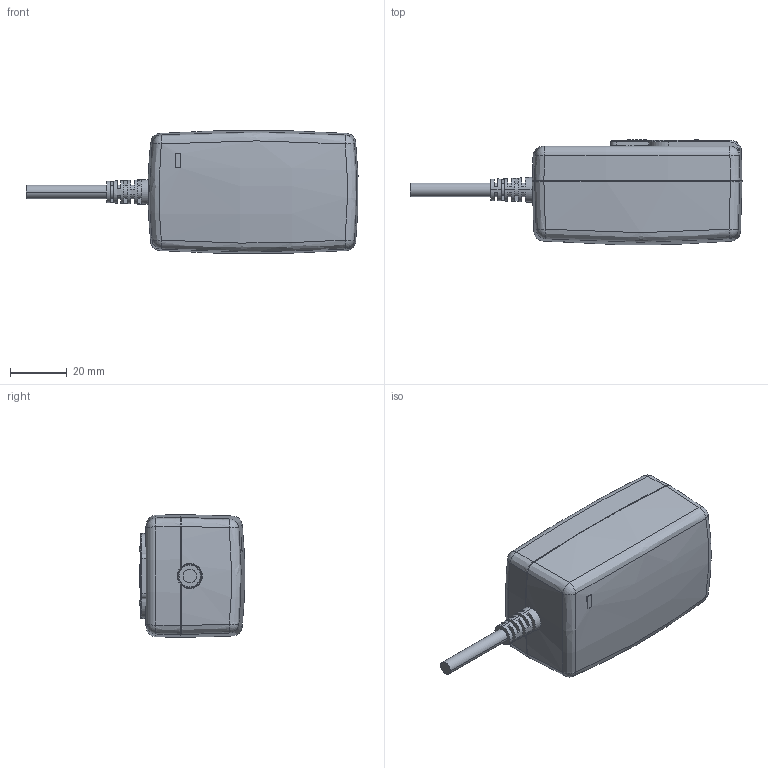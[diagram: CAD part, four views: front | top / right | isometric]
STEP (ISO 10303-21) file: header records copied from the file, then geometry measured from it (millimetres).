
FILE_DESCRIPTION((''),'2;1');
FILE_NAME('GTM96180-WALL-PLUG_ASM','2022-08-15T16:56:20',('jirenqiang'),(''),'CREO PARAMETRIC BY PTC INC, 2018050','CREO PARAMETRIC BY PTC INC, 2018050','');
FILE_SCHEMA(('CONFIG_CONTROL_DESIGN'));
Length unit declared in the file: millimetre
Products named in the file (10): BTM-CASE; 41052-PCB; TOP-CASE; NEW-PIN-RIGHT; NEW-PIN-LEFT; COVER; MANIFOLD_SOLID_BREP_3919; LENS-STANDARD; SR00002; GTM96180-WALL-PLUG_ASM
Assembly tree (9 placements, depth 2):
  GTM96180-WALL-PLUG_ASM
    BTM-CASE
    41052-PCB
    TOP-CASE
    NEW-PIN-RIGHT
    NEW-PIN-LEFT
    COVER
    MANIFOLD_SOLID_BREP_3919
    LENS-STANDARD
    SR00002
Bounding box: 116.9 x 37.26 x 43.25 mm (x, y, z)
Volume: 34391.5 mm3; surface area: 40626 mm2
Topology: 9 solids, 9 shells, 1844 faces, 4612 edges, 2853 vertices
Faces by surface type: plane 935, cylinder 409, cone 185, bspline 125, torus 117, sphere 63, extrusion 10
Entity records: 62419 total; most frequent: CARTESIAN_POINT 18780, ORIENTED_EDGE 9224, DIRECTION 8840, EDGE_CURVE 4612, AXIS2_PLACEMENT_3D 3022, VERTEX_POINT 2853, VECTOR 2796, LINE 2786
